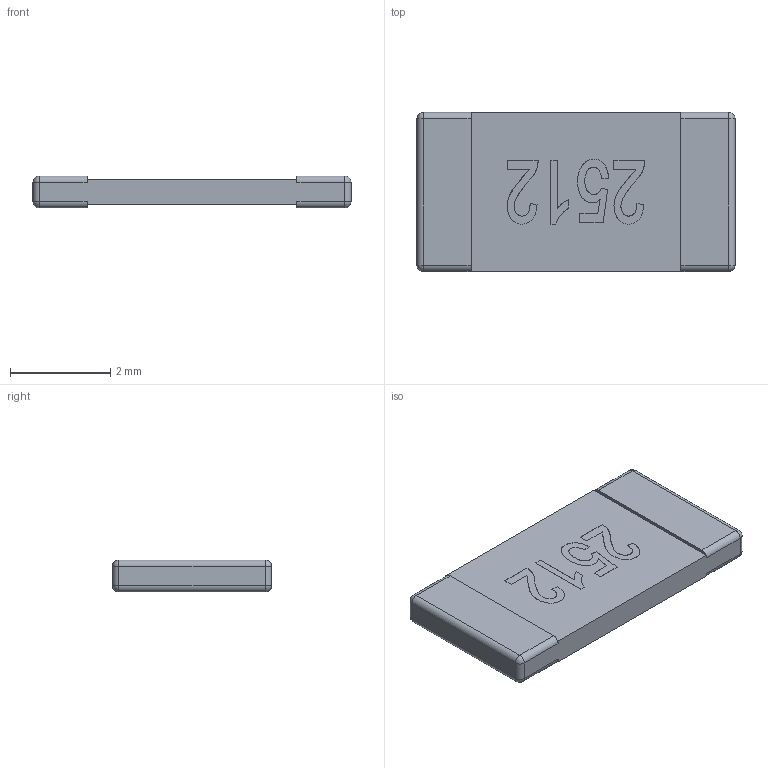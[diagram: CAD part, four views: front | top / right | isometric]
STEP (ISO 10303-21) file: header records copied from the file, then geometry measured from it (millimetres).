
FILE_DESCRIPTION(/* description */ (''),/* implementation_level */ '2;1');
FILE_NAME(/* name */ 'SMD 2512.stp',/* time_stamp */ '2017-03-10T16:54:25-05:00',/* author */ (''),/* organization */ (''),/* preprocessor_version */ 'ST-DEVELOPER v15',/* originating_system */ 'SIEMENS PLM Software NX 9.0',/* authorisation */ '');
FILE_SCHEMA (('AUTOMOTIVE_DESIGN { 1 0 10303 214 3 1 1 1 }'));
Length unit declared in the file: inch
Products named in the file (1): SMD 2512
Bounding box: 6.35 x 3.17 x 0.64 mm (x, y, z)
Volume: 11 mm3; surface area: 50.9 mm2
Topology: 1 solids, 1 shells, 120 faces, 325 edges, 219 vertices
Faces by surface type: plane 70, extrusion 26, cylinder 16, sphere 8
Entity records: 5467 total; most frequent: CARTESIAN_POINT 1828, ORIENTED_EDGE 596, DIRECTION 435, EDGE_CURVE 298, VERTEX_POINT 188, B_SPLINE_CURVE_WITH_KNOTS 166, VECTOR 163, PRESENTATION_STYLE_ASSIGNMENT 142
